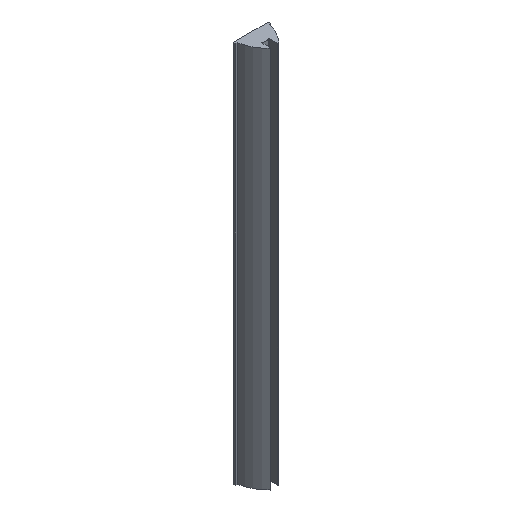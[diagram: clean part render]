
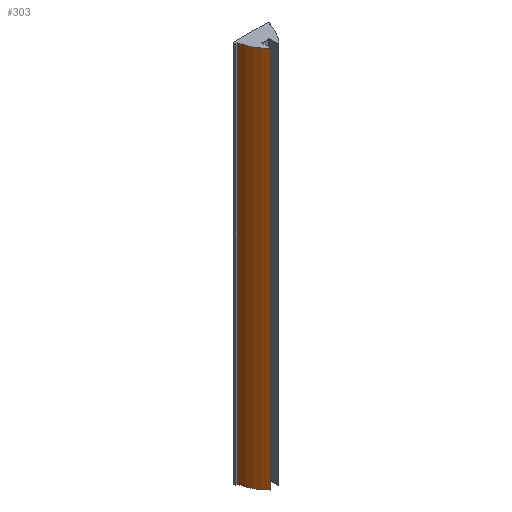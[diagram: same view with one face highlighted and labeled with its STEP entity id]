
A CAD part, isometric view. The second image highlights one B-rep face of the part: STEP entity #303.
In plain terms, the highlighted cylindrical face has radius 32.5 mm (diameter 65 mm), a partial arc.
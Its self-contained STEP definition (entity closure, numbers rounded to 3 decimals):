
#12 = CARTESIAN_POINT ( 'NONE',  ( 19.344, 23.59, 150. ) ) ;
#47 = CARTESIAN_POINT ( 'NONE',  ( 19.344, 23.59, 150. ) ) ;
#50 = DIRECTION ( 'NONE',  ( -1., 0., 0. ) ) ;
#140 = CARTESIAN_POINT ( 'NONE',  ( -12.426, 16.741, 150. ) ) ;
#171 = EDGE_LOOP ( 'NONE', ( #270, #447, #518, #348 ) ) ;
#185 = AXIS2_PLACEMENT_3D ( 'NONE', #12, #658, #514 ) ;
#191 = DIRECTION ( 'NONE',  ( 0., 0., 1. ) ) ;
#195 = DIRECTION ( 'NONE',  ( 1., 0., 0. ) ) ;
#270 = ORIENTED_EDGE ( 'NONE', *, *, #699, .T. ) ;
#271 = DIRECTION ( 'NONE',  ( 0., 0., -1. ) ) ;
#284 = DIRECTION ( 'NONE',  ( 0., 0., -1. ) ) ;
#296 = LINE ( 'NONE', #547, #534 ) ;
#303 = ADVANCED_FACE ( 'NONE', ( #467 ), #521, .T. ) ;
#330 = AXIS2_PLACEMENT_3D ( 'NONE', #47, #271, #50 ) ;
#341 = CARTESIAN_POINT ( 'NONE',  ( -12.426, 16.741, -150. ) ) ;
#348 = ORIENTED_EDGE ( 'NONE', *, *, #443, .T. ) ;
#368 = VERTEX_POINT ( 'NONE', #719 ) ;
#369 = VERTEX_POINT ( 'NONE', #549 ) ;
#382 = VERTEX_POINT ( 'NONE', #341 ) ;
#395 = VERTEX_POINT ( 'NONE', #140 ) ;
#398 = VECTOR ( 'NONE', #698, 1000. ) ;
#436 = CIRCLE ( 'NONE', #185, 32.5 ) ;
#443 = EDGE_CURVE ( 'NONE', #395, #382, #296, .T. ) ;
#447 = ORIENTED_EDGE ( 'NONE', *, *, #513, .F. ) ;
#467 = FACE_OUTER_BOUND ( 'NONE', #171, .T. ) ;
#513 = EDGE_CURVE ( 'NONE', #369, #368, #612, .T. ) ;
#514 = DIRECTION ( 'NONE',  ( 1., 0., 0. ) ) ;
#518 = ORIENTED_EDGE ( 'NONE', *, *, #608, .F. ) ;
#521 = CYLINDRICAL_SURFACE ( 'NONE', #330, 32.5 ) ;
#534 = VECTOR ( 'NONE', #284, 1000. ) ;
#547 = CARTESIAN_POINT ( 'NONE',  ( -12.426, 16.741, 150. ) ) ;
#549 = CARTESIAN_POINT ( 'NONE',  ( -3.412, 0.386, 150. ) ) ;
#595 = CARTESIAN_POINT ( 'NONE',  ( -3.412, 0.386, 150. ) ) ;
#600 = AXIS2_PLACEMENT_3D ( 'NONE', #713, #191, #195 ) ;
#608 = EDGE_CURVE ( 'NONE', #395, #369, #436, .T. ) ;
#612 = LINE ( 'NONE', #595, #398 ) ;
#658 = DIRECTION ( 'NONE',  ( 0., 0., 1. ) ) ;
#666 = CIRCLE ( 'NONE', #600, 32.5 ) ;
#698 = DIRECTION ( 'NONE',  ( 0., 0., -1. ) ) ;
#699 = EDGE_CURVE ( 'NONE', #382, #368, #666, .T. ) ;
#713 = CARTESIAN_POINT ( 'NONE',  ( 19.344, 23.59, -150. ) ) ;
#719 = CARTESIAN_POINT ( 'NONE',  ( -3.412, 0.386, -150. ) ) ;
